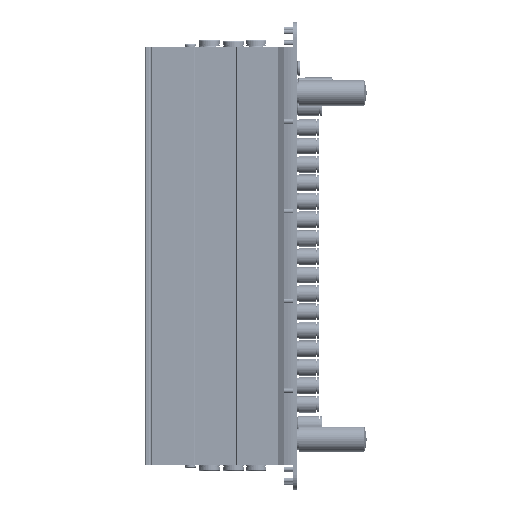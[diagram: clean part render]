
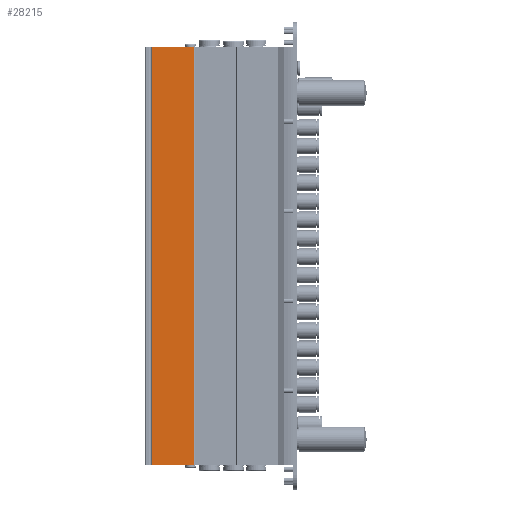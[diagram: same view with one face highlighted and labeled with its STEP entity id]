
A CAD part, front view. The second image highlights one B-rep face of the part: STEP entity #28215.
In plain terms, the highlighted planar face has unit normal (0, -1, 0).
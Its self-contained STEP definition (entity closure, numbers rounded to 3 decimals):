
#5075=FACE_OUTER_BOUND('',#7452,.T.);
#7452=EDGE_LOOP('',(#22048,#22049,#22050,#22051));
#9337=LINE('',#42795,#11262);
#9425=LINE('',#43135,#11350);
#9574=LINE('',#45402,#11499);
#9575=LINE('',#45404,#11500);
#11262=VECTOR('',#33797,10.);
#11350=VECTOR('',#34109,10.);
#11499=VECTOR('',#36496,10.);
#11500=VECTOR('',#36499,10.);
#13188=VERTEX_POINT('',#42792);
#13189=VERTEX_POINT('',#42794);
#13328=VERTEX_POINT('',#43132);
#13329=VERTEX_POINT('',#43134);
#16077=EDGE_CURVE('',#13189,#13188,#9337,.T.);
#16246=EDGE_CURVE('',#13329,#13328,#9425,.T.);
#16975=EDGE_CURVE('',#13328,#13189,#9574,.T.);
#16976=EDGE_CURVE('',#13329,#13188,#9575,.T.);
#22048=ORIENTED_EDGE('',*,*,#16077,.T.);
#22049=ORIENTED_EDGE('',*,*,#16976,.F.);
#22050=ORIENTED_EDGE('',*,*,#16246,.T.);
#22051=ORIENTED_EDGE('',*,*,#16975,.T.);
#26863=PLANE('',#30860);
#28215=ADVANCED_FACE('',(#5075),#26863,.T.);
#30860=AXIS2_PLACEMENT_3D('',#45403,#36497,#36498);
#33797=DIRECTION('',(-1.,0.,0.));
#34109=DIRECTION('',(1.,0.,0.));
#36496=DIRECTION('',(0.,0.,1.));
#36497=DIRECTION('center_axis',(0.,-1.,0.));
#36498=DIRECTION('ref_axis',(0.,0.,-1.));
#36499=DIRECTION('',(0.,0.,1.));
#42792=CARTESIAN_POINT('',(87.5,-33.8,362.));
#42794=CARTESIAN_POINT('',(124.,-33.8,362.));
#42795=CARTESIAN_POINT('',(87.5,-33.8,362.));
#43132=CARTESIAN_POINT('',(124.,-33.8,0.));
#43134=CARTESIAN_POINT('',(87.5,-33.8,0.));
#43135=CARTESIAN_POINT('',(87.5,-33.8,0.));
#45402=CARTESIAN_POINT('',(124.,-33.8,0.));
#45403=CARTESIAN_POINT('Origin',(124.,-33.8,0.));
#45404=CARTESIAN_POINT('',(87.5,-33.8,0.));
